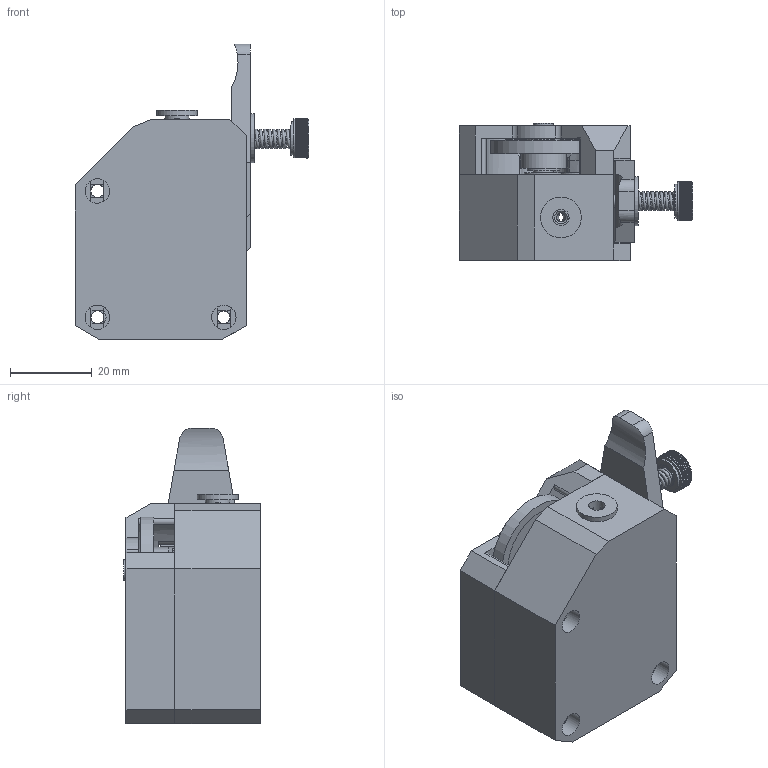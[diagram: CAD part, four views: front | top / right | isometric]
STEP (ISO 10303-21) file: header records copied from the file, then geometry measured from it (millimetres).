
FILE_DESCRIPTION(/* description */ ('CAx-IF Rec.Pracs.---Representation and Presentation of Product Manufacturing Information (PMI)---4.0---2014-10-13','CAx-IF Rec.Pracs.---3D Tessellated Geometry---0.4---2014-09-14','2;1'),/* implementation_level */ '2;1');
FILE_NAME(/* name */ 'BeMeGe assembly R',/* time_stamp */ '2023-07-26T15:20:55+03:00',/* author */ (''),/* organization */ (''),/* preprocessor_version */ 'ST-DEVELOPER v19.4',/* originating_system */ 'SIEMENS PLM Software NX2306.1700',/* authorisation */ $);
FILE_SCHEMA (('AP242_MANAGED_MODEL_BASED_3D_ENGINEERING_MIM_LF { 1 0 10303 442 3 1 4 }'));
Length unit declared in the file: millimetre
Products named in the file (14): BeMeGe assembly R; Bed sprint ID 5.3 L9_step; 94768A101_step; 96016A062_NO THREADS_Plastic-Head Thumb Screws_step; Trianglelab_fitting_step; fitting_step; BNG small gear_step; 7804K104_Stainless Steel Ball Bearing_step; BMG motor gear_step; BeMeGe-02_step; BeMeGe-03_step; Lever_step; BeMeGe-01_step; Component3_step
Assembly tree (15 placements, depth 3):
  BeMeGe assembly R
    Bed sprint ID 5.3 L9_step
    94768A101_step
    96016A062_NO THREADS_Plastic-Head Thumb Screws_step
    Trianglelab_fitting_step
      fitting_step
    BNG small gear_step  x2
    7804K104_Stainless Steel Ball Bearing_step  x2
    BMG motor gear_step
    BeMeGe-02_step
    BeMeGe-03_step
      Lever_step
    BeMeGe-01_step
      Component3_step
Bounding box: 57.4 x 33.6 x 72.5 mm (x, y, z)
Volume: 56878.1 mm3; surface area: 26918.2 mm2
Topology: 43 solids, 43 shells, 714 faces, 1890 edges, 1261 vertices
Faces by surface type: plane 448, cylinder 188, cone 36, sphere 24, torus 10, bspline 8
Full cylindrical faces by diameter (mm): 3 x3, 3.2 x9, 3.5 x2, 4 x1, 5 x6, 5.5 x1, 5.55 x1, 5.75 x1, 6 x5, 6.016 x8, 6.984 x8, 8 x8, 8.3 x1, 8.462 x1, 9.4 x2, 9.6 x1, 10 x1, 11.25 x1, 12 x2, 21.5 x2, 22.2 x1, 26 x1
Entity records: 26142 total; most frequent: CARTESIAN_POINT 7624, DIRECTION 3967, ORIENTED_EDGE 3230, EDGE_CURVE 1615, AXIS2_PLACEMENT_3D 1514, VERTEX_POINT 1084, LINE 939, VECTOR 939
